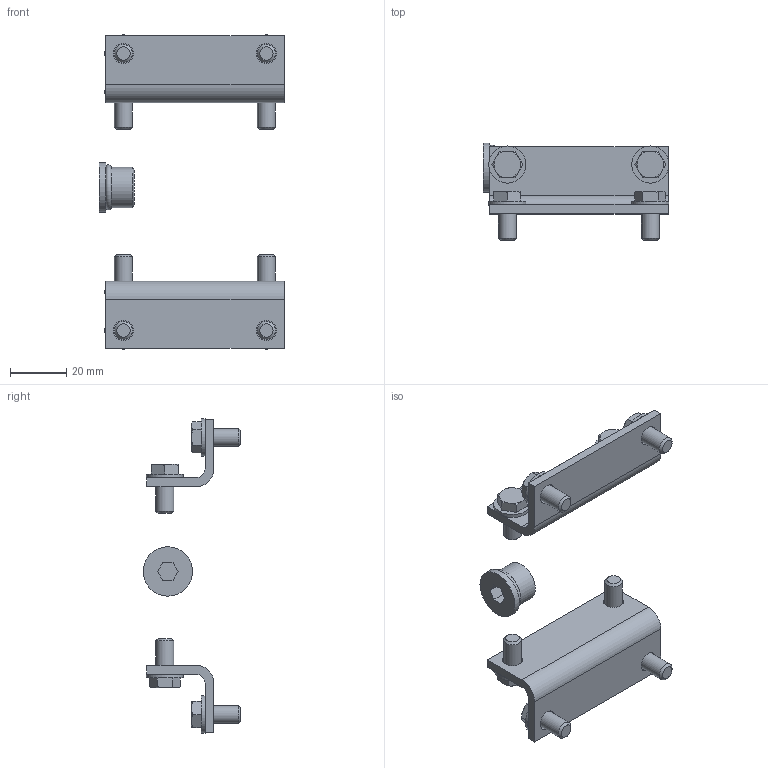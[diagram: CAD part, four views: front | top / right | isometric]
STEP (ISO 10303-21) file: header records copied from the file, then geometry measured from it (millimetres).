
FILE_DESCRIPTION(/* description */ (''),/* implementation_level */ '2;1');
FILE_NAME(/* name */ '185-250MKS.stp',/* time_stamp */ '2020-05-15T16:32:57-04:00',/* author */ ('trevorh'),/* organization */ (''),/* preprocessor_version */ 'ST-DEVELOPER v17',/* originating_system */ 'Autodesk Inventor 2019',/* authorisation */ '');
FILE_SCHEMA (('AUTOMOTIVE_DESIGN { 1 0 10303 214 3 1 1 }'));
Length unit declared in the file: inch
Products named in the file (4): Assembly3; 250_Bracket; ANSI B18.6.3 - 1/4-20 UNC x 0.5; 6_hp5on-s
Assembly tree (11 placements, depth 2):
  Assembly3
    250_Bracket  x2
    ANSI B18.6.3 - 1/4-20 UNC x 0.5  x8
    6_hp5on-s
Bounding box: 66.04 x 34.68 x 111.66 mm (x, y, z)
Volume: 24928.3 mm3; surface area: 18951 mm2
Topology: 11 solids, 11 shells, 197 faces, 449 edges, 293 vertices
Faces by surface type: plane 107, cone 57, cylinder 32, torus 1
Full cylindrical faces by diameter (mm): 6.35 x8, 7.137 x8, 12.217 x2, 13.208 x8, 14.287 x1, 17.526 x1
Entity records: 1689 total; most frequent: CARTESIAN_POINT 288, DIRECTION 282, ORIENTED_EDGE 238, EDGE_CURVE 119, AXIS2_PLACEMENT_3D 110, VERTEX_POINT 80, EDGE_LOOP 63, LINE 62
